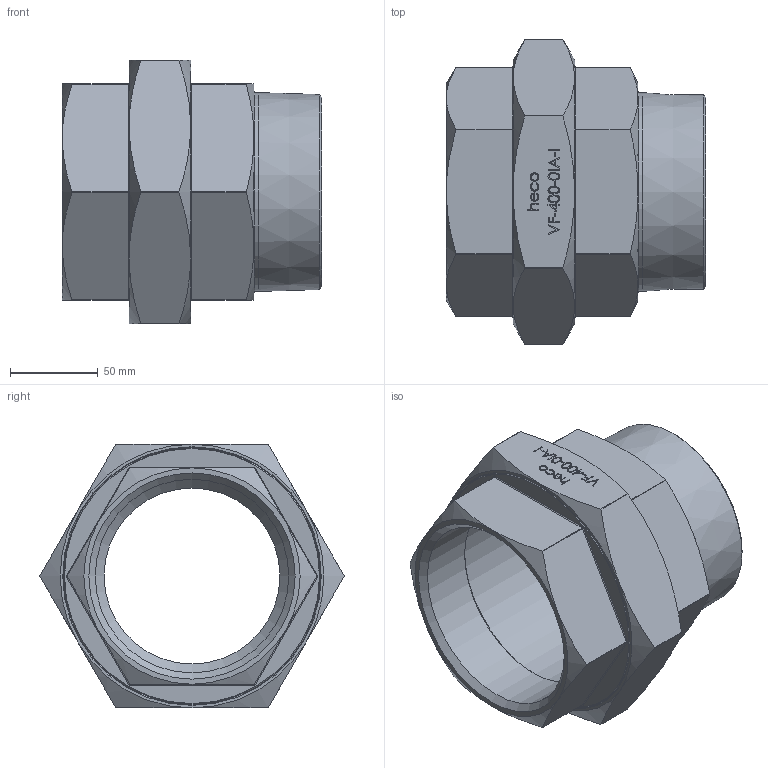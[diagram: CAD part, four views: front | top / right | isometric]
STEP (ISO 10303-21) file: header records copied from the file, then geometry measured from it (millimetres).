
FILE_DESCRIPTION (( 'STEP AP214' ), '1' );
FILE_NAME ('heco_VF-400-0IA-I.STEP', '2016-07-07T06:52:26', ( '' ), ( '' ), 'SwSTEP 2.0', 'SolidWorks 2011', '' );
FILE_SCHEMA (( 'AUTOMOTIVE_DESIGN' ));
Length unit declared in the file: millimetre
Products named in the file (1): heco_VF-400-0IA-I
Bounding box: 147.5 x 173.11 x 150.05 mm (x, y, z)
Volume: 651674.3 mm3; surface area: 132256.9 mm2
Topology: 1 solids, 1 shells, 269 faces, 656 edges, 407 vertices
Faces by surface type: plane 124, bspline 74, cylinder 37, cone 32, torus 2
Full cylindrical faces by diameter (mm): 100 x1, 110.072 x1, 113.03 x1, 113.43 x1, 144 x1, 145.4 x1, 146 x1
Entity records: 13501 total; most frequent: CARTESIAN_POINT 6330, ORIENTED_EDGE 1246, DIRECTION 830, EDGE_CURVE 623, VERTEX_POINT 403, LINE 344, VECTOR 344, EDGE_LOOP 318
